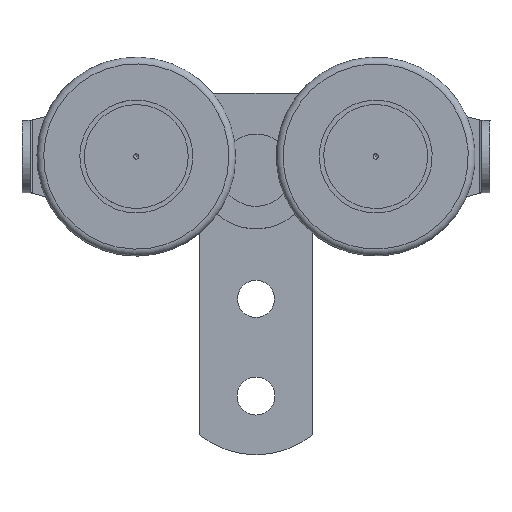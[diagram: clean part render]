
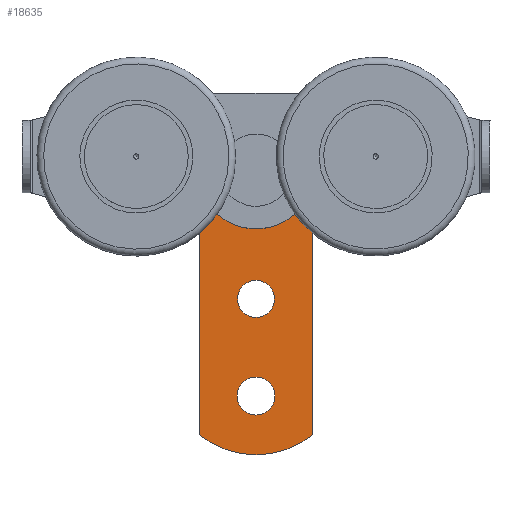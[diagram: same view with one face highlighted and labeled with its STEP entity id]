
A CAD part, top view. The second image highlights one B-rep face of the part: STEP entity #18635.
In plain terms, the highlighted planar face has unit normal (0, 0, 1).
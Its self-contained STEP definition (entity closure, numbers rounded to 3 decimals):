
#109=LINE('',#26865,#1787);
#115=LINE('',#26883,#1793);
#1787=VECTOR('',#21470,10.);
#1793=VECTOR('',#21488,10.);
#3468=PLANE('',#19607);
#4310=FACE_BOUND('',#5747,.T.);
#4311=FACE_BOUND('',#5748,.T.);
#4312=FACE_BOUND('',#5749,.T.);
#4789=FACE_OUTER_BOUND('',#5746,.T.);
#5746=EDGE_LOOP('',(#12405,#12406,#12407,#12408));
#5747=EDGE_LOOP('',(#12409));
#5748=EDGE_LOOP('',(#12410));
#5749=EDGE_LOOP('',(#12411));
#7161=CIRCLE('',#19591,4.2);
#7163=CIRCLE('',#19594,4.1);
#7165=CIRCLE('',#19597,7.25);
#7168=CIRCLE('',#19603,20.);
#7169=CIRCLE('',#19606,20.);
#8013=VERTEX_POINT('',#26850);
#8015=VERTEX_POINT('',#26855);
#8017=VERTEX_POINT('',#26860);
#8018=VERTEX_POINT('',#26863);
#8019=VERTEX_POINT('',#26864);
#8024=VERTEX_POINT('',#26878);
#8025=VERTEX_POINT('',#26882);
#9775=EDGE_CURVE('',#8013,#8013,#7161,.T.);
#9777=EDGE_CURVE('',#8015,#8015,#7163,.T.);
#9779=EDGE_CURVE('',#8017,#8017,#7165,.T.);
#9780=EDGE_CURVE('',#8018,#8019,#109,.T.);
#9787=EDGE_CURVE('',#8019,#8024,#7168,.T.);
#9789=EDGE_CURVE('',#8024,#8025,#115,.T.);
#9791=EDGE_CURVE('',#8025,#8018,#7169,.T.);
#12405=ORIENTED_EDGE('',*,*,#9787,.F.);
#12406=ORIENTED_EDGE('',*,*,#9780,.F.);
#12407=ORIENTED_EDGE('',*,*,#9791,.F.);
#12408=ORIENTED_EDGE('',*,*,#9789,.F.);
#12409=ORIENTED_EDGE('',*,*,#9775,.T.);
#12410=ORIENTED_EDGE('',*,*,#9777,.T.);
#12411=ORIENTED_EDGE('',*,*,#9779,.T.);
#18635=ADVANCED_FACE('',(#4789,#4310,#4311,#4312),#3468,.T.);
#19591=AXIS2_PLACEMENT_3D('',#26851,#21454,#21455);
#19594=AXIS2_PLACEMENT_3D('',#26856,#21460,#21461);
#19597=AXIS2_PLACEMENT_3D('',#26861,#21466,#21467);
#19603=AXIS2_PLACEMENT_3D('',#26879,#21483,#21484);
#19606=AXIS2_PLACEMENT_3D('',#26886,#21492,#21493);
#19607=AXIS2_PLACEMENT_3D('',#26887,#21494,#21495);
#21454=DIRECTION('center_axis',(0.,0.,
-1.));
#21455=DIRECTION('ref_axis',(-1.,0.,0.));
#21460=DIRECTION('center_axis',(0.,0.,
-1.));
#21461=DIRECTION('ref_axis',(-1.,0.,0.));
#21466=DIRECTION('center_axis',(0.,0.,
-1.));
#21467=DIRECTION('ref_axis',(-1.,0.,0.));
#21470=DIRECTION('',(0.,-1.,0.));
#21483=DIRECTION('center_axis',(0.,0.,
-1.));
#21484=DIRECTION('ref_axis',(-0.625,-0.781,0.));
#21488=DIRECTION('',(0.,1.,0.));
#21492=DIRECTION('center_axis',(0.,0.,
-1.));
#21493=DIRECTION('ref_axis',(0.625,0.781,0.));
#21494=DIRECTION('center_axis',(0.,0.,
1.));
#21495=DIRECTION('ref_axis',(1.,0.,0.));
#26850=CARTESIAN_POINT('',(215.522,200.515,-10.266));
#26851=CARTESIAN_POINT('Origin',(211.322,200.515,-10.266));
#26855=CARTESIAN_POINT('',(215.422,222.015,-10.266));
#26856=CARTESIAN_POINT('Origin',(211.322,222.015,-10.266));
#26860=CARTESIAN_POINT('',(218.572,250.515,-10.266));
#26861=CARTESIAN_POINT('Origin',(211.322,250.515,-10.266));
#26863=CARTESIAN_POINT('',(223.822,258.127,-10.266));
#26864=CARTESIAN_POINT('',(223.822,191.902,-10.266));
#26865=CARTESIAN_POINT('',(223.822,187.515,-10.266));
#26878=CARTESIAN_POINT('',(198.822,191.902,-10.266));
#26879=CARTESIAN_POINT('Origin',(211.322,207.515,-10.266));
#26882=CARTESIAN_POINT('',(198.822,258.127,-10.266));
#26883=CARTESIAN_POINT('',(198.822,262.515,-10.266));
#26886=CARTESIAN_POINT('Origin',(211.322,242.515,-10.266));
#26887=CARTESIAN_POINT('Origin',(205.362,225.015,-10.266));
